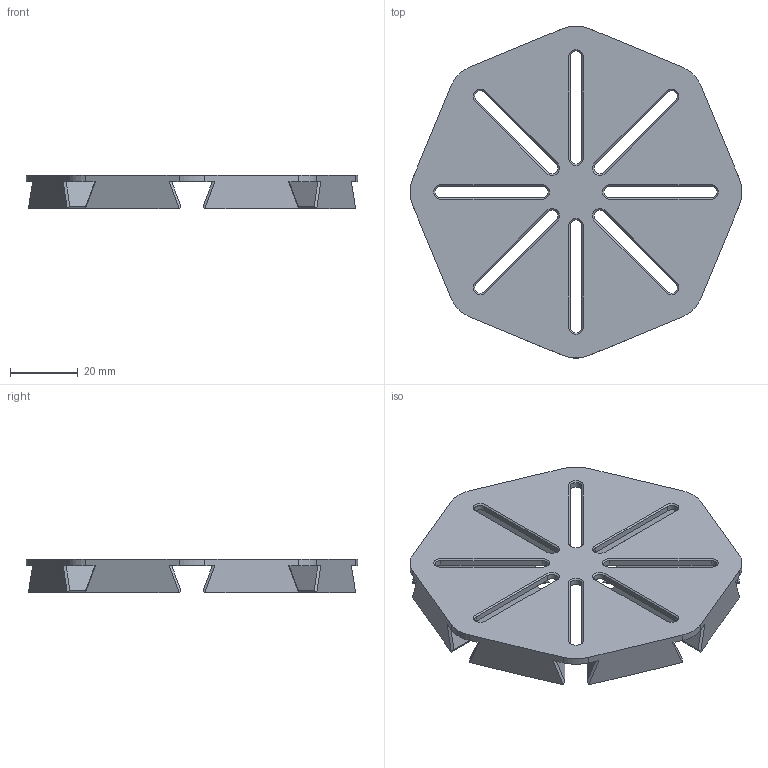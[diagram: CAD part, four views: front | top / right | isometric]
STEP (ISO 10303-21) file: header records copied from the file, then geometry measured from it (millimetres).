
FILE_DESCRIPTION(('FreeCAD Model'),'2;1');
FILE_NAME('Open CASCADE Shape Model','2025-12-27T18:20:25',(''),(''), 'Open CASCADE STEP processor 7.8','FreeCAD','Unknown');
FILE_SCHEMA(('AUTOMOTIVE_DESIGN { 1 0 10303 214 1 1 1 1 }'));
Length unit declared in the file: millimetre
Products named in the file (1): PolarPattern
Bounding box: 98.29 x 98.29 x 10 mm (x, y, z)
Volume: 43564.9 mm3; surface area: 22041.5 mm2
Topology: 1 solids, 1 shells, 183 faces, 486 edges, 297 vertices
Faces by surface type: plane 143, cylinder 24, cone 16
Entity records: 5586 total; most frequent: ORIENTED_EDGE 972, CARTESIAN_POINT 967, DIRECTION 934, EDGE_CURVE 486, LINE 406, VECTOR 406, VERTEX_POINT 297, AXIS2_PLACEMENT_3D 264
